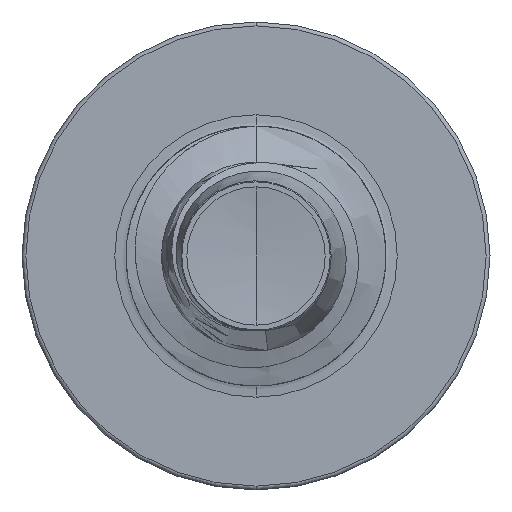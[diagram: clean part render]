
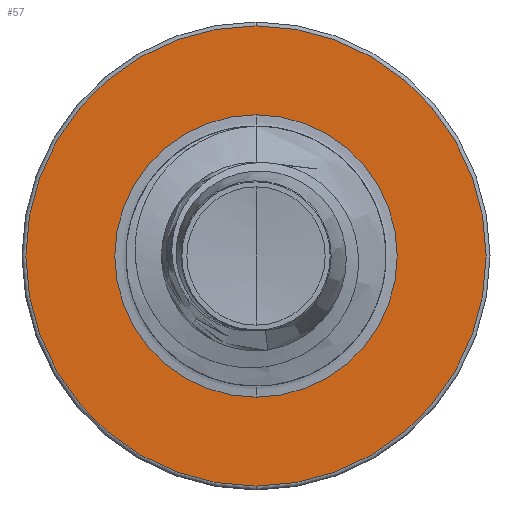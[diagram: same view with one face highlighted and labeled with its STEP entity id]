
A CAD part, front view. The second image highlights one B-rep face of the part: STEP entity #57.
In plain terms, the highlighted planar face has unit normal (0, -1, 0).
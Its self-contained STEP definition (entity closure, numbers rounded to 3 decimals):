
#57 = ADVANCED_FACE ( 'NONE', ( #18381, #4545 ), #17653, .F. ) ;
#286 = DIRECTION ( 'NONE',  ( 0., 0., 1. ) ) ;
#1528 = DIRECTION ( 'NONE',  ( 0., 1., 0. ) ) ;
#1951 = AXIS2_PLACEMENT_3D ( 'NONE', #19502, #8739, #21002 ) ;
#1981 = DIRECTION ( 'NONE',  ( 0., 0., 1. ) ) ;
#2593 = AXIS2_PLACEMENT_3D ( 'NONE', #23275, #13501, #1981 ) ;
#2696 = CARTESIAN_POINT ( 'NONE',  ( 0., 10., 1.086 ) ) ;
#4327 = AXIS2_PLACEMENT_3D ( 'NONE', #13066, #1528, #14942 ) ;
#4445 = ORIENTED_EDGE ( 'NONE', *, *, #13078, .T. ) ;
#4545 = FACE_BOUND ( 'NONE', #15733, .T. ) ;
#6331 = CARTESIAN_POINT ( 'NONE',  ( 0., 10., -1.77 ) ) ;
#8128 = CARTESIAN_POINT ( 'NONE',  ( 0., 10., 1.77 ) ) ;
#8336 = DIRECTION ( 'NONE',  ( 0., 1., 0. ) ) ;
#8739 = DIRECTION ( 'NONE',  ( 0., 1., 0. ) ) ;
#8759 = CARTESIAN_POINT ( 'NONE',  ( 0., 10., -1.086 ) ) ;
#8935 = ORIENTED_EDGE ( 'NONE', *, *, #13837, .F. ) ;
#9190 = VERTEX_POINT ( 'NONE', #8759 ) ;
#10131 = VERTEX_POINT ( 'NONE', #8128 ) ;
#10527 = AXIS2_PLACEMENT_3D ( 'NONE', #15726, #8336, #13976 ) ;
#10675 = CIRCLE ( 'NONE', #1951, 1.086 ) ;
#11881 = CIRCLE ( 'NONE', #2593, 1.086 ) ;
#11887 = DIRECTION ( 'NONE',  ( 0., 1., 0. ) ) ;
#11962 = EDGE_CURVE ( 'NONE', #9190, #21794, #11881, .T. ) ;
#12805 = EDGE_LOOP ( 'NONE', ( #17643, #8935 ) ) ;
#13035 = CIRCLE ( 'NONE', #21436, 1.77 ) ;
#13066 = CARTESIAN_POINT ( 'NONE',  ( 0., 10., 0. ) ) ;
#13078 = EDGE_CURVE ( 'NONE', #21794, #9190, #10675, .T. ) ;
#13501 = DIRECTION ( 'NONE',  ( 0., 1., 0. ) ) ;
#13837 = EDGE_CURVE ( 'NONE', #18793, #10131, #18594, .T. ) ;
#13976 = DIRECTION ( 'NONE',  ( 0., 0., 1. ) ) ;
#14942 = DIRECTION ( 'NONE',  ( 0., 0., 1. ) ) ;
#15726 = CARTESIAN_POINT ( 'NONE',  ( 0., 10., -1.086 ) ) ;
#15733 = EDGE_LOOP ( 'NONE', ( #4445, #23145 ) ) ;
#16764 = EDGE_CURVE ( 'NONE', #10131, #18793, #13035, .T. ) ;
#17643 = ORIENTED_EDGE ( 'NONE', *, *, #16764, .F. ) ;
#17653 = PLANE ( 'NONE',  #10527 ) ;
#18381 = FACE_OUTER_BOUND ( 'NONE', #12805, .T. ) ;
#18594 = CIRCLE ( 'NONE', #4327, 1.77 ) ;
#18793 = VERTEX_POINT ( 'NONE', #6331 ) ;
#19502 = CARTESIAN_POINT ( 'NONE',  ( 0., 10., 0. ) ) ;
#21002 = DIRECTION ( 'NONE',  ( 0., 0., 1. ) ) ;
#21436 = AXIS2_PLACEMENT_3D ( 'NONE', #21993, #11887, #286 ) ;
#21794 = VERTEX_POINT ( 'NONE', #2696 ) ;
#21993 = CARTESIAN_POINT ( 'NONE',  ( 0., 10., 0. ) ) ;
#23145 = ORIENTED_EDGE ( 'NONE', *, *, #11962, .T. ) ;
#23275 = CARTESIAN_POINT ( 'NONE',  ( 0., 10., 0. ) ) ;
